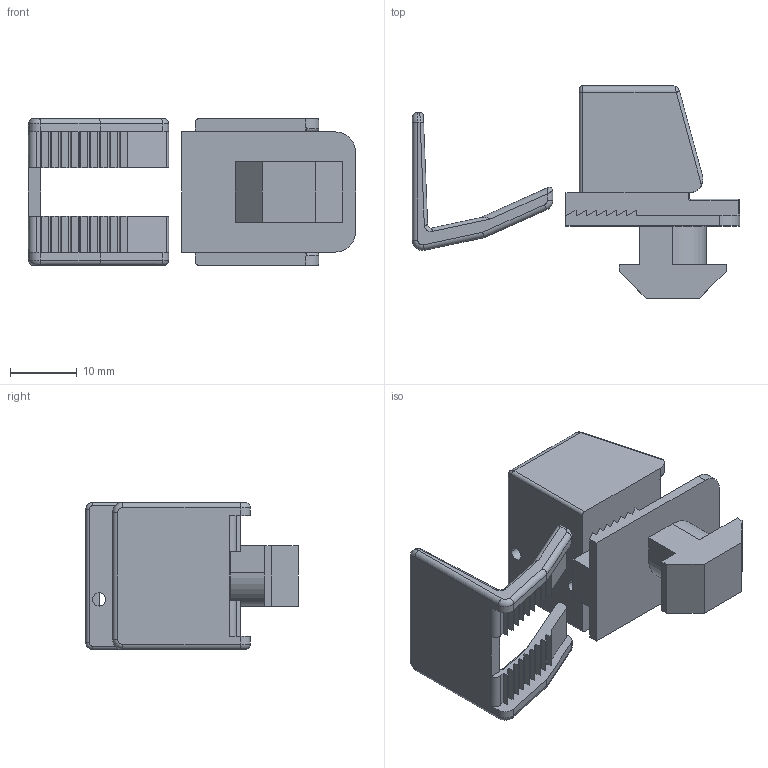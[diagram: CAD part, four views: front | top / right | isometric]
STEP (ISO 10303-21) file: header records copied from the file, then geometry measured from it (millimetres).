
FILE_DESCRIPTION (( 'STEP AP214' ), '1' );
FILE_NAME ('094205SL.STEP', '2014-06-23T07:21:56', ( 'Admin' ), ( 'Hewlett-Packard Company' ), 'SwSTEP 2.0', 'SolidWorks 2014', '' );
FILE_SCHEMA (( 'AUTOMOTIVE_DESIGN' ));
Length unit declared in the file: millimetre
Products named in the file (3): 094290_094 290; 094205r_Standard; 094205SL
Assembly tree (2 placements, depth 2):
  094205SL
    094205r_Standard
    094290_094 290
Bounding box: 49 x 31.8 x 22 mm (x, y, z)
Volume: 6442.2 mm3; surface area: 6415.9 mm2
Topology: 2 solids, 2 shells, 286 faces, 763 edges, 464 vertices
Faces by surface type: plane 147, cylinder 90, torus 25, bspline 14, sphere 10
Entity records: 9152 total; most frequent: CARTESIAN_POINT 2092, ORIENTED_EDGE 1494, DIRECTION 1432, EDGE_CURVE 747, LINE 512, VECTOR 512, VERTEX_POINT 464, AXIS2_PLACEMENT_3D 460
